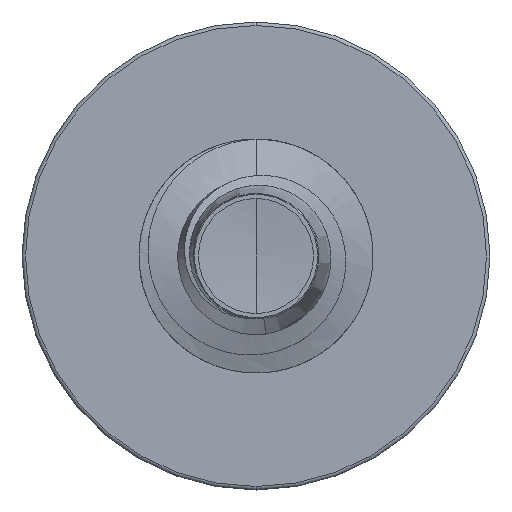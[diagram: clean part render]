
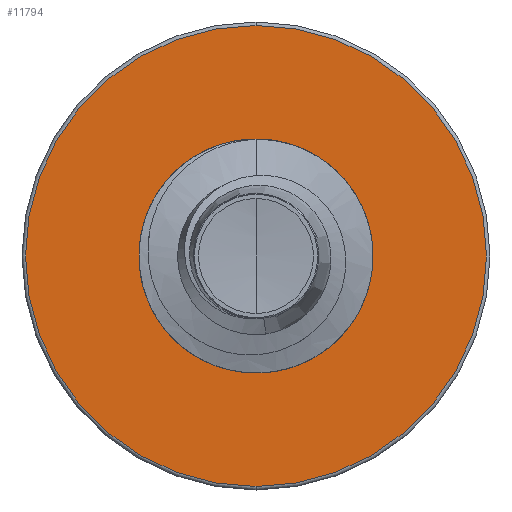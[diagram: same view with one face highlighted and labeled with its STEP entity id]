
A CAD part, front view. The second image highlights one B-rep face of the part: STEP entity #11794.
In plain terms, the highlighted planar face has unit normal (0, -1, 0).
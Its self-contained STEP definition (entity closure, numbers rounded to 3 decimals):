
#364 = AXIS2_PLACEMENT_3D ( 'NONE', #1028, #1023, #1000 ) ;
#510 = AXIS2_PLACEMENT_3D ( 'NONE', #6432, #5971, #5963 ) ;
#547 = AXIS2_PLACEMENT_3D ( 'NONE', #2013, #2009, #1977 ) ;
#576 = CARTESIAN_POINT ( 'NONE',  ( 0., 12.5, -2.842 ) ) ;
#1000 = DIRECTION ( 'NONE',  ( 0., 0., 1. ) ) ;
#1023 = DIRECTION ( 'NONE',  ( 0., 1., 0. ) ) ;
#1028 = CARTESIAN_POINT ( 'NONE',  ( 0., 12.5, 0. ) ) ;
#1508 = CARTESIAN_POINT ( 'NONE',  ( 0., 12.5, 2.842 ) ) ;
#1839 = VERTEX_POINT ( 'NONE', #1508 ) ;
#1977 = DIRECTION ( 'NONE',  ( 0., 0., 1. ) ) ;
#2009 = DIRECTION ( 'NONE',  ( 0., 1., 0. ) ) ;
#2013 = CARTESIAN_POINT ( 'NONE',  ( 0., 12.5, 0. ) ) ;
#3950 = CIRCLE ( 'NONE', #364, 2.842 ) ;
#4497 = EDGE_LOOP ( 'NONE', ( #8497, #9778 ) ) ;
#5064 = CIRCLE ( 'NONE', #547, 2.842 ) ;
#5963 = DIRECTION ( 'NONE',  ( 0., 0., 1. ) ) ;
#5971 = DIRECTION ( 'NONE',  ( 0., 1., 0. ) ) ;
#5996 = PLANE ( 'NONE',  #510 ) ;
#6432 = CARTESIAN_POINT ( 'NONE',  ( 0., 12.5, -2.842 ) ) ;
#6771 = EDGE_LOOP ( 'NONE', ( #8292, #11045 ) ) ;
#7559 = CIRCLE ( 'NONE', #13303, 5.91 ) ;
#7612 = VERTEX_POINT ( 'NONE', #8586 ) ;
#8026 = CARTESIAN_POINT ( 'NONE',  ( 0., 12.5, 0. ) ) ;
#8292 = ORIENTED_EDGE ( 'NONE', *, *, #13312, .F. ) ;
#8358 = DIRECTION ( 'NONE',  ( 0., 1., 0. ) ) ;
#8497 = ORIENTED_EDGE ( 'NONE', *, *, #11897, .T. ) ;
#8586 = CARTESIAN_POINT ( 'NONE',  ( 0., 12.5, -5.91 ) ) ;
#8951 = VERTEX_POINT ( 'NONE', #576 ) ;
#9240 = DIRECTION ( 'NONE',  ( 0., 0., 1. ) ) ;
#9778 = ORIENTED_EDGE ( 'NONE', *, *, #12044, .T. ) ;
#11045 = ORIENTED_EDGE ( 'NONE', *, *, #12645, .F. ) ;
#11794 = ADVANCED_FACE ( 'NONE', ( #11797, #13989 ), #5996, .F. ) ;
#11797 = FACE_OUTER_BOUND ( 'NONE', #6771, .T. ) ;
#11897 = EDGE_CURVE ( 'NONE', #1839, #8951, #5064, .T. ) ;
#12044 = EDGE_CURVE ( 'NONE', #8951, #1839, #3950, .T. ) ;
#12129 = AXIS2_PLACEMENT_3D ( 'NONE', #8026, #14490, #9240 ) ;
#12645 = EDGE_CURVE ( 'NONE', #7612, #14064, #7559, .T. ) ;
#13303 = AXIS2_PLACEMENT_3D ( 'NONE', #13890, #8358, #14715 ) ;
#13312 = EDGE_CURVE ( 'NONE', #14064, #7612, #15451, .T. ) ;
#13706 = CARTESIAN_POINT ( 'NONE',  ( 0., 12.5, 5.91 ) ) ;
#13890 = CARTESIAN_POINT ( 'NONE',  ( 0., 12.5, 0. ) ) ;
#13989 = FACE_BOUND ( 'NONE', #4497, .T. ) ;
#14064 = VERTEX_POINT ( 'NONE', #13706 ) ;
#14490 = DIRECTION ( 'NONE',  ( 0., 1., 0. ) ) ;
#14715 = DIRECTION ( 'NONE',  ( 0., 0., 1. ) ) ;
#15451 = CIRCLE ( 'NONE', #12129, 5.91 ) ;
